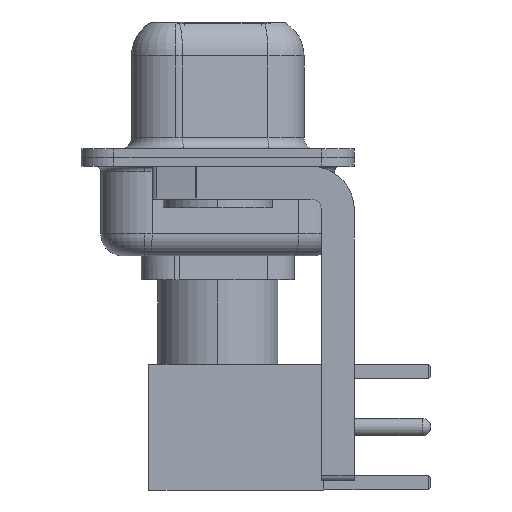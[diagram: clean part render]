
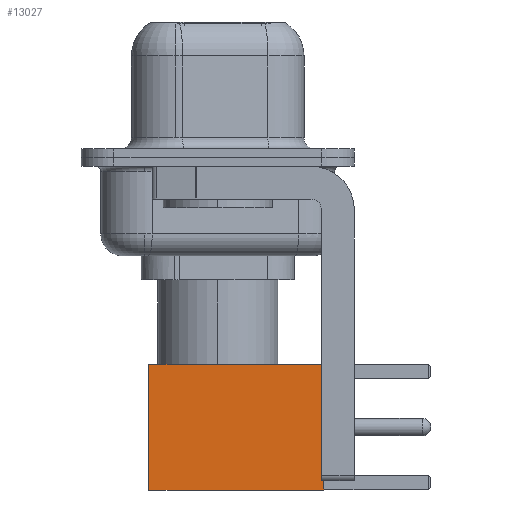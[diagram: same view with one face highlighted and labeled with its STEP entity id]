
A CAD part, left-side view. The second image highlights one B-rep face of the part: STEP entity #13027.
In plain terms, the highlighted face is planar.
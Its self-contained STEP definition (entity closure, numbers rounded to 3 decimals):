
#1068 = CARTESIAN_POINT ( 'NONE',  ( -2.875, 2.875, 0. ) ) ;
#1253 = LINE ( 'NONE', #3196, #17692 ) ;
#2039 = DIRECTION ( 'NONE',  ( 0., 0., -1. ) ) ;
#2333 = ORIENTED_EDGE ( 'NONE', *, *, #4392, .T. ) ;
#2384 = AXIS2_PLACEMENT_3D ( 'NONE', #17989, #12344, #7585 ) ;
#2526 = DIRECTION ( 'NONE',  ( 0., 0., -1. ) ) ;
#2622 = EDGE_LOOP ( 'NONE', ( #14873, #2333, #11183, #7910 ) ) ;
#3196 = CARTESIAN_POINT ( 'NONE',  ( 0., 2.875, 8. ) ) ;
#4392 = EDGE_CURVE ( 'NONE', #13220, #12600, #17633, .T. ) ;
#4543 = VECTOR ( 'NONE', #2526, 1000. ) ;
#4951 = EDGE_CURVE ( 'NONE', #15825, #13220, #17186, .T. ) ;
#5765 = CARTESIAN_POINT ( 'NONE',  ( 0., 2.875, 0. ) ) ;
#6579 = CARTESIAN_POINT ( 'NONE',  ( 2.875, 2.875, 0. ) ) ;
#6781 = LINE ( 'NONE', #1068, #4543 ) ;
#7400 = VERTEX_POINT ( 'NONE', #17094 ) ;
#7585 = DIRECTION ( 'NONE',  ( 0., 0., 1. ) ) ;
#7910 = ORIENTED_EDGE ( 'NONE', *, *, #16347, .F. ) ;
#10673 = DIRECTION ( 'NONE',  ( -1., 0., 0. ) ) ;
#11079 = CARTESIAN_POINT ( 'NONE',  ( 2.875, 2.875, 0. ) ) ;
#11183 = ORIENTED_EDGE ( 'NONE', *, *, #13142, .F. ) ;
#12088 = DIRECTION ( 'NONE',  ( -1., 0., 0. ) ) ;
#12344 = DIRECTION ( 'NONE',  ( 0., 1., 0. ) ) ;
#12600 = VERTEX_POINT ( 'NONE', #14650 ) ;
#12760 = CARTESIAN_POINT ( 'NONE',  ( 2.875, 2.875, 8. ) ) ;
#13027 = ADVANCED_FACE ( 'NONE', ( #15168 ), #13815, .T. ) ;
#13142 = EDGE_CURVE ( 'NONE', #7400, #12600, #6781, .T. ) ;
#13220 = VERTEX_POINT ( 'NONE', #11079 ) ;
#13815 = PLANE ( 'NONE',  #2384 ) ;
#14650 = CARTESIAN_POINT ( 'NONE',  ( -2.875, 2.875, 0. ) ) ;
#14873 = ORIENTED_EDGE ( 'NONE', *, *, #4951, .T. ) ;
#15168 = FACE_OUTER_BOUND ( 'NONE', #2622, .T. ) ;
#15487 = VECTOR ( 'NONE', #12088, 1000. ) ;
#15825 = VERTEX_POINT ( 'NONE', #12760 ) ;
#16347 = EDGE_CURVE ( 'NONE', #15825, #7400, #1253, .T. ) ;
#17094 = CARTESIAN_POINT ( 'NONE',  ( -2.875, 2.875, 8. ) ) ;
#17186 = LINE ( 'NONE', #6579, #17667 ) ;
#17633 = LINE ( 'NONE', #5765, #15487 ) ;
#17667 = VECTOR ( 'NONE', #2039, 1000. ) ;
#17692 = VECTOR ( 'NONE', #10673, 1000. ) ;
#17989 = CARTESIAN_POINT ( 'NONE',  ( 2.875, 2.875, 0. ) ) ;
